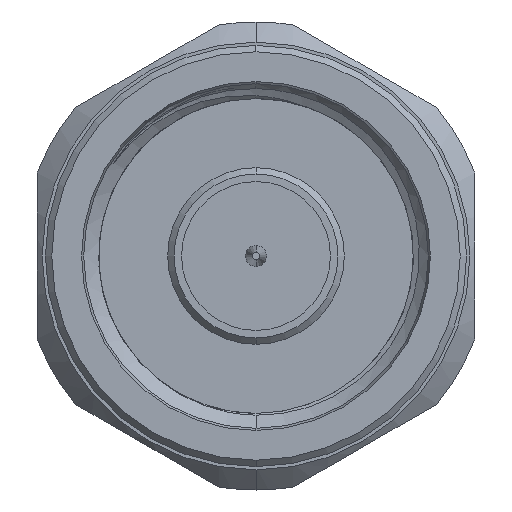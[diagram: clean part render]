
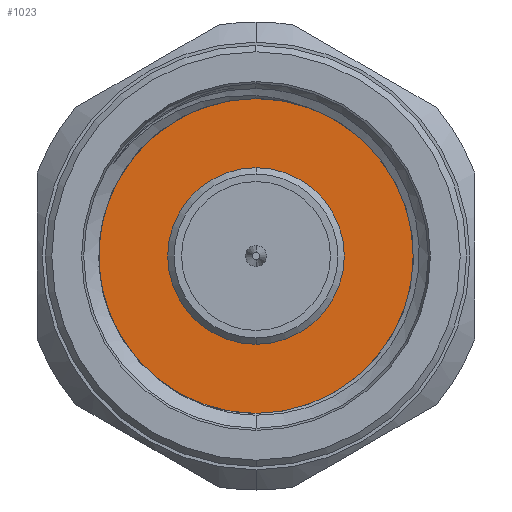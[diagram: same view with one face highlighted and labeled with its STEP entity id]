
A CAD part, left-side view. The second image highlights one B-rep face of the part: STEP entity #1023.
In plain terms, the highlighted planar face has unit normal (-1, 0, 0).
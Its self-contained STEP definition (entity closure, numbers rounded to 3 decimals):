
#364 = DIRECTION ( 'NONE',  ( 0., 0., 1. ) ) ;
#397 = EDGE_CURVE ( 'NONE', #2554, #820, #3552, .T. ) ;
#527 = CARTESIAN_POINT ( 'NONE',  ( 9.76, 0., 7.95 ) ) ;
#604 = CIRCLE ( 'NONE', #3674, 4.15 ) ;
#788 = CIRCLE ( 'NONE', #3623, 7.95 ) ;
#820 = VERTEX_POINT ( 'NONE', #3549 ) ;
#846 = AXIS2_PLACEMENT_3D ( 'NONE', #3190, #1937, #364 ) ;
#934 = FACE_BOUND ( 'NONE', #2669, .T. ) ;
#980 = CARTESIAN_POINT ( 'NONE',  ( 9.76, 0., -7.95 ) ) ;
#1023 = ADVANCED_FACE ( 'NONE', ( #934, #2932 ), #2633, .T. ) ;
#1054 = DIRECTION ( 'NONE',  ( 1., 0., 0. ) ) ;
#1116 = DIRECTION ( 'NONE',  ( 0., 0., 1. ) ) ;
#1323 = CARTESIAN_POINT ( 'NONE',  ( 9.76, 0., 0. ) ) ;
#1440 = CARTESIAN_POINT ( 'NONE',  ( 9.76, 0., 0. ) ) ;
#1454 = EDGE_CURVE ( 'NONE', #3616, #3036, #788, .T. ) ;
#1550 = AXIS2_PLACEMENT_3D ( 'NONE', #1739, #2355, #2342 ) ;
#1739 = CARTESIAN_POINT ( 'NONE',  ( 9.76, 0., 0. ) ) ;
#1937 = DIRECTION ( 'NONE',  ( 1., 0., 0. ) ) ;
#1992 = DIRECTION ( 'NONE',  ( 0., 0., 1. ) ) ;
#2082 = EDGE_CURVE ( 'NONE', #3036, #3616, #3208, .T. ) ;
#2120 = DIRECTION ( 'NONE',  ( 0., 0., 1. ) ) ;
#2149 = CARTESIAN_POINT ( 'NONE',  ( 9.76, 0., 0. ) ) ;
#2267 = CARTESIAN_POINT ( 'NONE',  ( 9.76, 0., 4.15 ) ) ;
#2342 = DIRECTION ( 'NONE',  ( 0., 0., 1. ) ) ;
#2355 = DIRECTION ( 'NONE',  ( -1., 0., 0. ) ) ;
#2554 = VERTEX_POINT ( 'NONE', #2267 ) ;
#2633 = PLANE ( 'NONE',  #1550 ) ;
#2669 = EDGE_LOOP ( 'NONE', ( #3361, #2992 ) ) ;
#2863 = ORIENTED_EDGE ( 'NONE', *, *, #1454, .F. ) ;
#2932 = FACE_OUTER_BOUND ( 'NONE', #3278, .T. ) ;
#2944 = DIRECTION ( 'NONE',  ( 1., 0., 0. ) ) ;
#2992 = ORIENTED_EDGE ( 'NONE', *, *, #3108, .T. ) ;
#3036 = VERTEX_POINT ( 'NONE', #527 ) ;
#3108 = EDGE_CURVE ( 'NONE', #820, #2554, #604, .T. ) ;
#3190 = CARTESIAN_POINT ( 'NONE',  ( 9.76, 0., 0. ) ) ;
#3208 = CIRCLE ( 'NONE', #846, 7.95 ) ;
#3278 = EDGE_LOOP ( 'NONE', ( #3971, #2863 ) ) ;
#3361 = ORIENTED_EDGE ( 'NONE', *, *, #397, .T. ) ;
#3445 = AXIS2_PLACEMENT_3D ( 'NONE', #1440, #2944, #1116 ) ;
#3549 = CARTESIAN_POINT ( 'NONE',  ( 9.76, 0., -4.15 ) ) ;
#3552 = CIRCLE ( 'NONE', #3445, 4.15 ) ;
#3616 = VERTEX_POINT ( 'NONE', #980 ) ;
#3623 = AXIS2_PLACEMENT_3D ( 'NONE', #1323, #1054, #1992 ) ;
#3674 = AXIS2_PLACEMENT_3D ( 'NONE', #2149, #3993, #2120 ) ;
#3971 = ORIENTED_EDGE ( 'NONE', *, *, #2082, .F. ) ;
#3993 = DIRECTION ( 'NONE',  ( 1., 0., 0. ) ) ;
